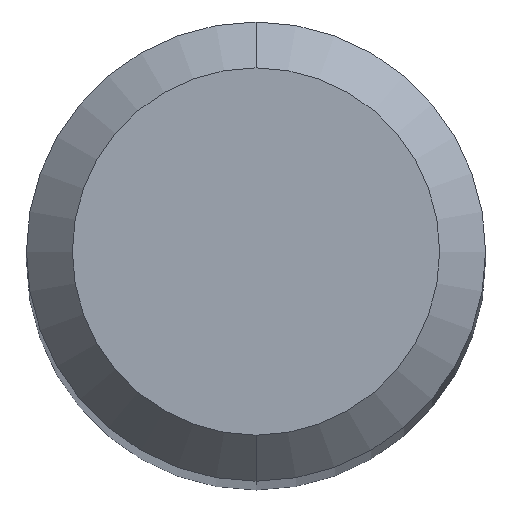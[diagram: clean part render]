
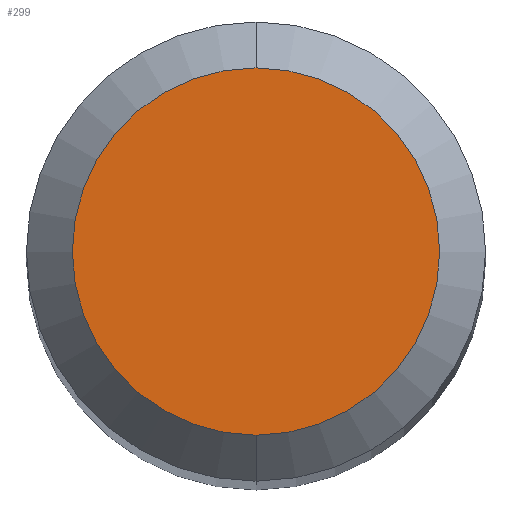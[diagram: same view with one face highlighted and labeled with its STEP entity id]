
A CAD part, top view. The second image highlights one B-rep face of the part: STEP entity #299.
In plain terms, the highlighted planar face has unit normal (0, 0, 1).
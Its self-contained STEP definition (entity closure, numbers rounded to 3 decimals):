
#175=VERTEX_POINT('',#474);
#223=EDGE_CURVE('',#347,#175,#524,.T.);
#299=ADVANCED_FACE('',(#605),#606,.T.);
#347=VERTEX_POINT('',#660);
#387=EDGE_CURVE('',#175,#347,#708,.T.);
#474=CARTESIAN_POINT('',(0.0,1.2,0.0));
#524=CIRCLE('',#934,1.2);
#605=FACE_OUTER_BOUND('',#1103,.T.);
#606=PLANE('',#1104);
#660=CARTESIAN_POINT('',(0.,-1.2,0.0));
#708=CIRCLE('',#1260,1.2);
#934=AXIS2_PLACEMENT_3D('',#1456,#1457,#1458);
#1103=EDGE_LOOP('',(#1532,#1533));
#1104=AXIS2_PLACEMENT_3D('',#1534,#1535,#1536);
#1260=AXIS2_PLACEMENT_3D('',#1676,#1677,#1678);
#1456=CARTESIAN_POINT('',(0.0,0.0,0.0));
#1457=DIRECTION('',(0.0,0.0,-1.0));
#1458=DIRECTION('',(0.0,1.0,0.0));
#1532=ORIENTED_EDGE('',*,*,#387,.F.);
#1533=ORIENTED_EDGE('',*,*,#223,.F.);
#1534=CARTESIAN_POINT('',(0.0,0.6,0.0));
#1535=DIRECTION('',(-0.0,0.0,1.0));
#1536=DIRECTION('',(0.0,-1.0,0.0));
#1676=CARTESIAN_POINT('',(0.0,0.0,0.0));
#1677=DIRECTION('',(0.0,0.0,-1.0));
#1678=DIRECTION('',(0.0,1.0,0.0));
